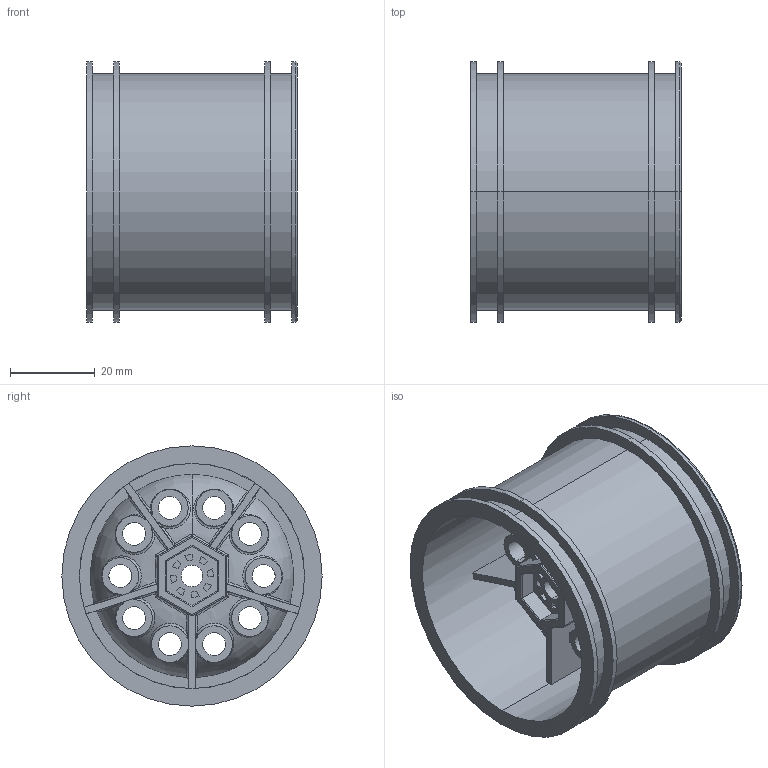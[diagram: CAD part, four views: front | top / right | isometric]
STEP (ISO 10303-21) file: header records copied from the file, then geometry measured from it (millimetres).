
FILE_DESCRIPTION (( 'STEP AP203' ), '1' );
FILE_NAME ('82062.STEP', '2016-08-23T20:58:10', ( '' ), ( '' ), 'SwSTEP 2.0', 'SolidWorks 2014', '' );
FILE_SCHEMA (( 'CONFIG_CONTROL_DESIGN' ));
Length unit declared in the file: inch
Products named in the file (1): 82062
Bounding box: 49.58 x 61.32 x 61.32 mm (x, y, z)
Volume: 23314.4 mm3; surface area: 32206.5 mm2
Topology: 1 solids, 1 shells, 408 faces, 1028 edges, 646 vertices
Faces by surface type: cylinder 130, bspline 105, plane 79, sphere 70, torus 24
Entity records: 21494 total; most frequent: CARTESIAN_POINT 12313, ORIENTED_EDGE 2006, DIRECTION 1760, EDGE_CURVE 1003, AXIS2_PLACEMENT_3D 743, VERTEX_POINT 646, EDGE_LOOP 479, CIRCLE 439
